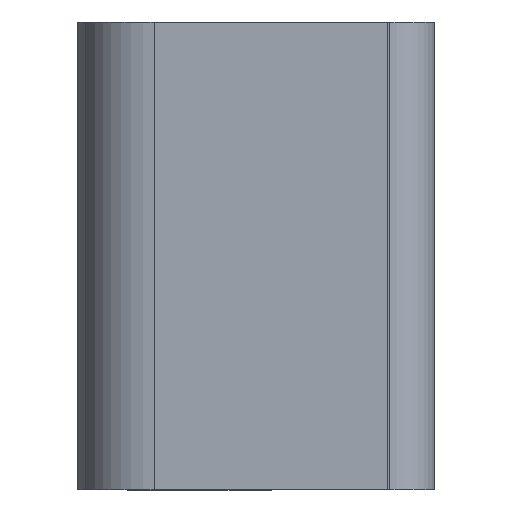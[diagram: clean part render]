
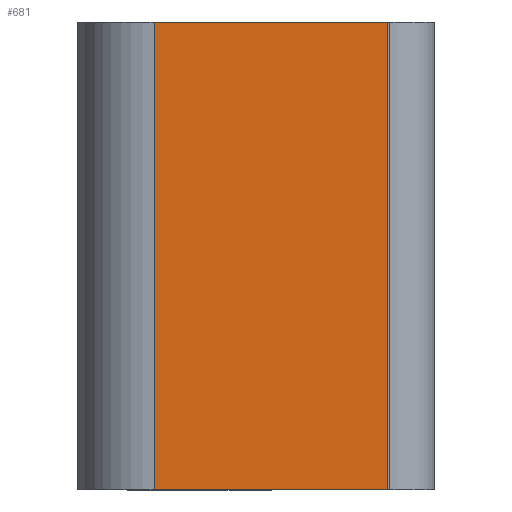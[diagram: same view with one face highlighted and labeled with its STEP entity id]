
A CAD part, left-side view. The second image highlights one B-rep face of the part: STEP entity #681.
In plain terms, the highlighted planar face has unit normal (-0.999, 0.036, 0).
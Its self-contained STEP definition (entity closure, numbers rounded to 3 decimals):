
#8 = LINE ( 'NONE', #1018, #1319 ) ;
#14 = ORIENTED_EDGE ( 'NONE', *, *, #575, .F. ) ;
#64 = LINE ( 'NONE', #1543, #453 ) ;
#113 = CARTESIAN_POINT ( 'NONE',  ( -4.131, -14.581, -11. ) ) ;
#135 = ORIENTED_EDGE ( 'NONE', *, *, #1145, .F. ) ;
#153 = DIRECTION ( 'NONE',  ( 0., 0., -1. ) ) ;
#276 = DIRECTION ( 'NONE',  ( 0.999, -0.036, 0. ) ) ;
#320 = LINE ( 'NONE', #862, #1034 ) ;
#368 = VERTEX_POINT ( 'NONE', #113 ) ;
#453 = VECTOR ( 'NONE', #1526, 1000. ) ;
#575 = EDGE_CURVE ( 'NONE', #1672, #368, #320, .T. ) ;
#681 = ADVANCED_FACE ( 'NONE', ( #925 ), #1561, .F. ) ;
#749 = ORIENTED_EDGE ( 'NONE', *, *, #1674, .T. ) ;
#751 = DIRECTION ( 'NONE',  ( -0.036, -0.999, 0. ) ) ;
#847 = VERTEX_POINT ( 'NONE', #1054 ) ;
#862 = CARTESIAN_POINT ( 'NONE',  ( -4.131, -14.581, 11. ) ) ;
#925 = FACE_OUTER_BOUND ( 'NONE', #1520, .T. ) ;
#956 = DIRECTION ( 'NONE',  ( 0.036, 0.999, 0. ) ) ;
#959 = LINE ( 'NONE', #1086, #1106 ) ;
#1002 = DIRECTION ( 'NONE',  ( 0., 0., -1. ) ) ;
#1018 = CARTESIAN_POINT ( 'NONE',  ( -3.739, -3.591, -11. ) ) ;
#1034 = VECTOR ( 'NONE', #1002, 1000. ) ;
#1054 = CARTESIAN_POINT ( 'NONE',  ( -3.739, -3.591, -11. ) ) ;
#1086 = CARTESIAN_POINT ( 'NONE',  ( -3.739, -3.591, 11. ) ) ;
#1088 = ORIENTED_EDGE ( 'NONE', *, *, #1473, .T. ) ;
#1100 = VERTEX_POINT ( 'NONE', #1298 ) ;
#1106 = VECTOR ( 'NONE', #153, 1000. ) ;
#1145 = EDGE_CURVE ( 'NONE', #1100, #1672, #64, .T. ) ;
#1147 = AXIS2_PLACEMENT_3D ( 'NONE', #1281, #276, #956 ) ;
#1281 = CARTESIAN_POINT ( 'NONE',  ( -3.739, -3.591, 11. ) ) ;
#1298 = CARTESIAN_POINT ( 'NONE',  ( -3.739, -3.591, 11. ) ) ;
#1319 = VECTOR ( 'NONE', #751, 1000. ) ;
#1473 = EDGE_CURVE ( 'NONE', #1100, #847, #959, .T. ) ;
#1520 = EDGE_LOOP ( 'NONE', ( #749, #14, #135, #1088 ) ) ;
#1526 = DIRECTION ( 'NONE',  ( -0.036, -0.999, 0. ) ) ;
#1543 = CARTESIAN_POINT ( 'NONE',  ( -3.739, -3.591, 11. ) ) ;
#1561 = PLANE ( 'NONE',  #1147 ) ;
#1637 = CARTESIAN_POINT ( 'NONE',  ( -4.131, -14.581, 11. ) ) ;
#1672 = VERTEX_POINT ( 'NONE', #1637 ) ;
#1674 = EDGE_CURVE ( 'NONE', #847, #368, #8, .T. ) ;
